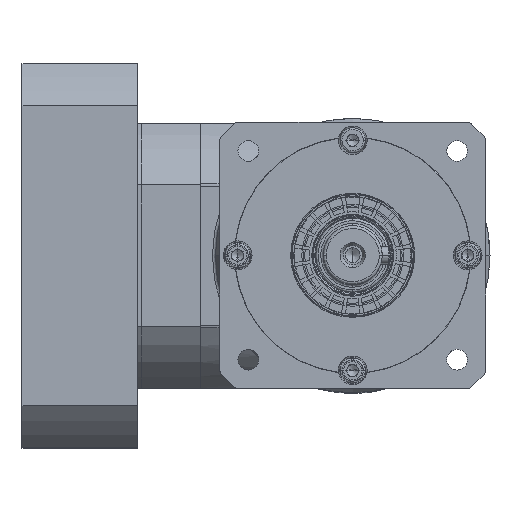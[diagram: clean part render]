
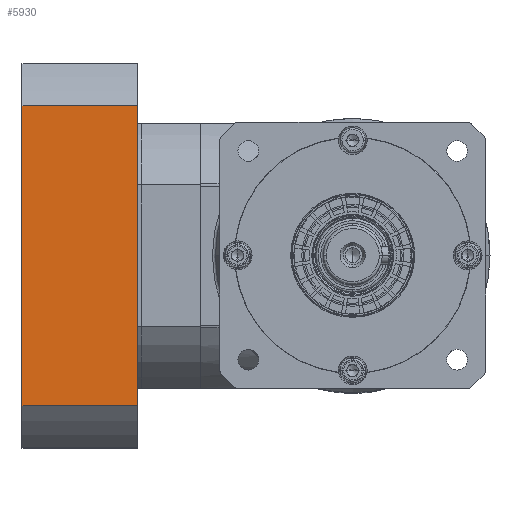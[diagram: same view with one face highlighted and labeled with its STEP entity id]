
A CAD part, top view. The second image highlights one B-rep face of the part: STEP entity #5930.
In plain terms, the highlighted face is planar.
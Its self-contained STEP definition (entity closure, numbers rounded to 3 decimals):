
#1250 = DIRECTION ( 'NONE',  ( 0., 0., 1. ) ) ;
#2481 = ORIENTED_EDGE ( 'NONE', *, *, #9656, .F. ) ;
#3788 = VECTOR ( 'NONE', #10306, 1000. ) ;
#4023 = EDGE_CURVE ( 'NONE', #29630, #43648, #9845, .T. ) ;
#5930 = ADVANCED_FACE ( 'NONE', ( #19866 ), #21591, .F. ) ;
#6978 = CARTESIAN_POINT ( 'NONE',  ( 50.806, -65., 43. ) ) ;
#9584 = DIRECTION ( 'NONE',  ( 0., 0., -1. ) ) ;
#9656 = EDGE_CURVE ( 'NONE', #29630, #38503, #34821, .T. ) ;
#9845 = LINE ( 'NONE', #29443, #16164 ) ;
#10306 = DIRECTION ( 'NONE',  ( 1., 0., 0. ) ) ;
#10466 = CARTESIAN_POINT ( 'NONE',  ( 50.806, -65., 0. ) ) ;
#10806 = ORIENTED_EDGE ( 'NONE', *, *, #23836, .F. ) ;
#14500 = CARTESIAN_POINT ( 'NONE',  ( -50.806, -65., 0. ) ) ;
#14999 = EDGE_CURVE ( 'NONE', #43648, #39259, #33800, .T. ) ;
#16164 = VECTOR ( 'NONE', #9584, 1000. ) ;
#16637 = ORIENTED_EDGE ( 'NONE', *, *, #4023, .T. ) ;
#19866 = FACE_OUTER_BOUND ( 'NONE', #46793, .T. ) ;
#20525 = ORIENTED_EDGE ( 'NONE', *, *, #14999, .T. ) ;
#21591 = PLANE ( 'NONE',  #43785 ) ;
#23836 = EDGE_CURVE ( 'NONE', #38503, #39259, #42693, .T. ) ;
#24014 = CARTESIAN_POINT ( 'NONE',  ( -50.806, -65., 39. ) ) ;
#29443 = CARTESIAN_POINT ( 'NONE',  ( -50.806, -65., 43. ) ) ;
#29630 = VERTEX_POINT ( 'NONE', #24014 ) ;
#31428 = DIRECTION ( 'NONE',  ( 1., 0., 0. ) ) ;
#33800 = LINE ( 'NONE', #14500, #3788 ) ;
#34122 = DIRECTION ( 'NONE',  ( 0., 0., -1. ) ) ;
#34821 = LINE ( 'NONE', #50969, #38727 ) ;
#38503 = VERTEX_POINT ( 'NONE', #47725 ) ;
#38727 = VECTOR ( 'NONE', #31428, 1000. ) ;
#39259 = VERTEX_POINT ( 'NONE', #10466 ) ;
#42347 = VECTOR ( 'NONE', #34122, 1000. ) ;
#42693 = LINE ( 'NONE', #6978, #42347 ) ;
#43571 = CARTESIAN_POINT ( 'NONE',  ( -50.806, -65., 43. ) ) ;
#43648 = VERTEX_POINT ( 'NONE', #51381 ) ;
#43785 = AXIS2_PLACEMENT_3D ( 'NONE', #43571, #47752, #1250 ) ;
#46793 = EDGE_LOOP ( 'NONE', ( #2481, #16637, #20525, #10806 ) ) ;
#47725 = CARTESIAN_POINT ( 'NONE',  ( 50.806, -65., 39. ) ) ;
#47752 = DIRECTION ( 'NONE',  ( 0., 1., 0. ) ) ;
#50969 = CARTESIAN_POINT ( 'NONE',  ( -50.806, -65., 39. ) ) ;
#51381 = CARTESIAN_POINT ( 'NONE',  ( -50.806, -65., 0. ) ) ;
